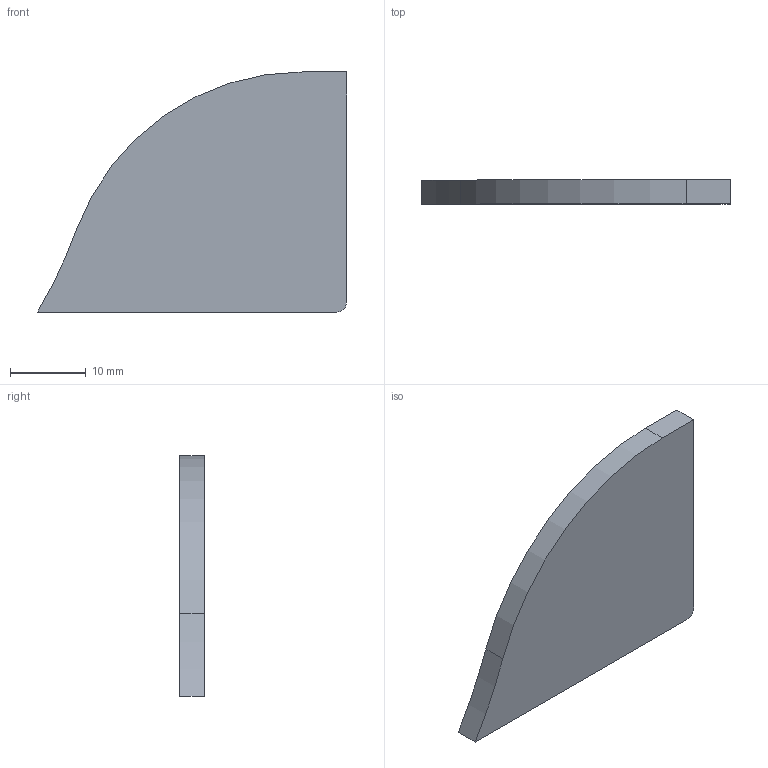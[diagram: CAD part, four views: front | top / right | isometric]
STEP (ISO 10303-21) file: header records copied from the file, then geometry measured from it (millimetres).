
FILE_DESCRIPTION (( 'STEP AP214' ), '1' );
FILE_NAME ('CT_FilletTool_125.STEP', '2026-02-15T19:05:43', ( '' ), ( '' ), 'SwSTEP 2.0', 'SolidWorks 2025', '' );
FILE_SCHEMA (( 'AUTOMOTIVE_DESIGN' ));
Length unit declared in the file: inch
Products named in the file (1): CT_FilletTool_125
Bounding box: 40.86 x 3.17 x 31.75 mm (x, y, z)
Volume: 2681 mm3; surface area: 2426.7 mm2
Topology: 1 solids, 1 shells, 81 faces, 213 edges, 142 vertices
Faces by surface type: plane 55, bspline 22, cylinder 4
Entity records: 3662 total; most frequent: CARTESIAN_POINT 1771, ORIENTED_EDGE 426, DIRECTION 297, EDGE_CURVE 213, LINE 161, VECTOR 161, VERTEX_POINT 142, EDGE_LOOP 89
